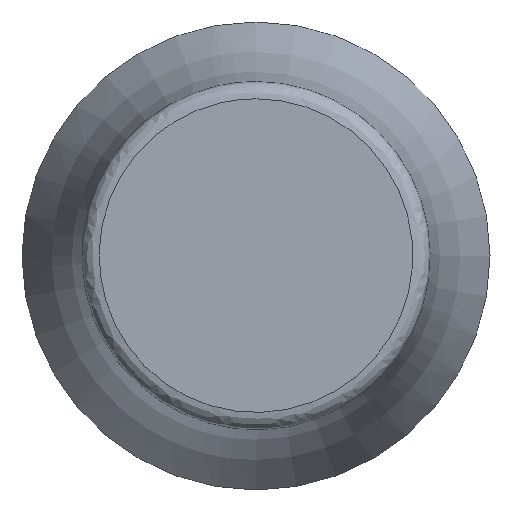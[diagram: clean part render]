
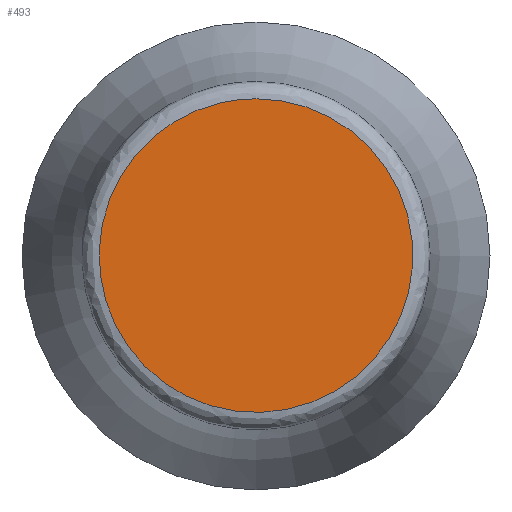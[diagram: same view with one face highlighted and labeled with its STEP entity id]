
A CAD part, top view. The second image highlights one B-rep face of the part: STEP entity #493.
In plain terms, the highlighted planar face has unit normal (0, 0, 1).
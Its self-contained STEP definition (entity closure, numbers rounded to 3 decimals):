
#226 = ( BOUNDED_SURFACE() B_SPLINE_SURFACE(2,10,(
    (#227,#228,#229,#230,#231,#232,#233,#234,#235,#236,#237,#238,#239
      ,#240,#241,#242,#243,#244,#245,#246)
    ,(#247,#248,#249,#250,#251,#252,#253,#254,#255,#256,#257,#258,#259
      ,#260,#261,#262,#263,#264,#265,#266)
    ,(#267,#268,#269,#270,#271,#272,#273,#274,#275,#276,#277,#278,#279
      ,#280,#281,#282,#283,#284,#285,#286
)),.UNSPECIFIED.,.F.,.T.,.F.) B_SPLINE_SURFACE_WITH_KNOTS((3,3),(11,9,11
    ),(0.,125.664),(0.,62.832,
125.664),.UNSPECIFIED.) GEOMETRIC_REPRESENTATION_ITEM() 
RATIONAL_B_SPLINE_SURFACE((
    (1.,1.,1.,1.,1.,1.
      ,1.,1.,1.,1.,1.,1.,1.,1.,1.,1.,1.,1.,1.,1.
      )
    ,(0.73,0.73,0.73,0.73
      ,0.73,0.73,0.73,0.73
      ,0.73,0.73,0.73,0.73
      ,0.73,0.73,0.73,0.73
      ,0.73,0.73,0.73,0.73)
    ,(1.,1.,1.,1.,1.,1.
      ,1.,1.,1.,1.,1.,1.,1.,1.,1.,1.,1.,1.,1.,1.
))) REPRESENTATION_ITEM('') SURFACE() );
#227 = CARTESIAN_POINT('',(0.,20.09,
    23.53));
#228 = CARTESIAN_POINT('',(6.22,20.09,23.53
    ));
#229 = CARTESIAN_POINT('',(12.535,17.95,
    23.53));
#230 = CARTESIAN_POINT('',(18.058,13.563,
    23.53));
#231 = CARTESIAN_POINT('',(21.82,7.274,
    23.53));
#232 = CARTESIAN_POINT('',(23.102,-0.005,
    23.53));
#233 = CARTESIAN_POINT('',(21.79,-7.257,
    23.53));
#234 = CARTESIAN_POINT('',(18.068,-13.482,
    23.53));
#235 = CARTESIAN_POINT('',(12.623,-17.887,23.53
    ));
#236 = CARTESIAN_POINT('',(6.312,-20.09,
    23.53));
#237 = CARTESIAN_POINT('',(-6.312,-20.09,
    23.53));
#238 = CARTESIAN_POINT('',(-12.623,-17.887,
    23.53));
#239 = CARTESIAN_POINT('',(-18.068,-13.482,
    23.53));
#240 = CARTESIAN_POINT('',(-21.79,-7.257,
    23.53));
#241 = CARTESIAN_POINT('',(-23.102,-0.005,
    23.53));
#242 = CARTESIAN_POINT('',(-21.82,7.274,23.53)
  );
#243 = CARTESIAN_POINT('',(-18.058,13.563,
    23.53));
#244 = CARTESIAN_POINT('',(-12.535,17.95,
    23.53));
#245 = CARTESIAN_POINT('',(-6.22,20.09,
    23.53));
#246 = CARTESIAN_POINT('',(0.,20.09,
    23.53));
#247 = CARTESIAN_POINT('',(0.,19.969,25.4));
#248 = CARTESIAN_POINT('',(6.183,19.969,25.4));
#249 = CARTESIAN_POINT('',(12.459,17.841,25.4));
#250 = CARTESIAN_POINT('',(17.949,13.481,25.4));
#251 = CARTESIAN_POINT('',(21.688,7.229,25.4));
#252 = CARTESIAN_POINT('',(22.962,-0.005,
    25.4));
#253 = CARTESIAN_POINT('',(21.658,-7.213,25.4));
#254 = CARTESIAN_POINT('',(17.959,-13.4,25.4));
#255 = CARTESIAN_POINT('',(12.547,-17.779,25.4));
#256 = CARTESIAN_POINT('',(6.273,-19.969,25.4));
#257 = CARTESIAN_POINT('',(-6.273,-19.969,25.4));
#258 = CARTESIAN_POINT('',(-12.547,-17.779,25.4));
#259 = CARTESIAN_POINT('',(-17.959,-13.4,25.4));
#260 = CARTESIAN_POINT('',(-21.658,-7.213,25.4));
#261 = CARTESIAN_POINT('',(-22.962,-0.005,25.4));
#262 = CARTESIAN_POINT('',(-21.688,7.229,25.4));
#263 = CARTESIAN_POINT('',(-17.949,13.481,25.4));
#264 = CARTESIAN_POINT('',(-12.459,17.841,25.4));
#265 = CARTESIAN_POINT('',(-6.183,19.969,25.4));
#266 = CARTESIAN_POINT('',(0.,19.969,25.4));
#267 = CARTESIAN_POINT('',(0.,18.095,25.4));
#268 = CARTESIAN_POINT('',(5.602,18.095,25.4));
#269 = CARTESIAN_POINT('',(11.29,16.167,25.4));
#270 = CARTESIAN_POINT('',(16.264,12.216,25.4));
#271 = CARTESIAN_POINT('',(19.653,6.551,25.4));
#272 = CARTESIAN_POINT('',(20.807,-0.005,25.4));
#273 = CARTESIAN_POINT('',(19.625,-6.536,25.4));
#274 = CARTESIAN_POINT('',(16.273,-12.143,25.4));
#275 = CARTESIAN_POINT('',(11.369,-16.11,25.4));
#276 = CARTESIAN_POINT('',(5.685,-18.095,25.4));
#277 = CARTESIAN_POINT('',(-5.685,-18.095,25.4));
#278 = CARTESIAN_POINT('',(-11.369,-16.11,25.4));
#279 = CARTESIAN_POINT('',(-16.273,-12.143,25.4));
#280 = CARTESIAN_POINT('',(-19.625,-6.536,25.4));
#281 = CARTESIAN_POINT('',(-20.807,-0.005,25.4));
#282 = CARTESIAN_POINT('',(-19.653,6.551,25.4));
#283 = CARTESIAN_POINT('',(-16.264,12.216,25.4));
#284 = CARTESIAN_POINT('',(-11.29,16.167,25.4));
#285 = CARTESIAN_POINT('',(-5.602,18.095,25.4));
#286 = CARTESIAN_POINT('',(0.,18.095,25.4));
#355 = VERTEX_POINT('',#356);
#356 = CARTESIAN_POINT('',(0.,18.095,25.4));
#377 = EDGE_CURVE('',#355,#355,#378,.T.);
#378 = SURFACE_CURVE('',#379,(#400,#407),.PCURVE_S1.);
#379 = ( BOUNDED_CURVE() B_SPLINE_CURVE(10,(#380,#381,#382,#383,#384,
    #385,#386,#387,#388,#389,#390,#391,#392,#393,#394,#395,#396,#397,
#398,#399),.UNSPECIFIED.,.T.,.F.) B_SPLINE_CURVE_WITH_KNOTS((11,9,11),(
    0.,62.832,125.664),.UNSPECIFIED.) 
CURVE() GEOMETRIC_REPRESENTATION_ITEM() RATIONAL_B_SPLINE_CURVE((1.,1.,
    1.,1.,1.,1.,1.,
    1.,1.,1.,1.,1.,1.,1.,1.,1.,1.,1.,1.,1.)) 
REPRESENTATION_ITEM('') );
#380 = CARTESIAN_POINT('',(0.,18.095,25.4));
#381 = CARTESIAN_POINT('',(5.602,18.095,25.4));
#382 = CARTESIAN_POINT('',(11.29,16.167,25.4));
#383 = CARTESIAN_POINT('',(16.264,12.216,25.4));
#384 = CARTESIAN_POINT('',(19.653,6.551,25.4));
#385 = CARTESIAN_POINT('',(20.807,-0.005,25.4));
#386 = CARTESIAN_POINT('',(19.625,-6.536,25.4));
#387 = CARTESIAN_POINT('',(16.273,-12.143,25.4));
#388 = CARTESIAN_POINT('',(11.369,-16.11,25.4));
#389 = CARTESIAN_POINT('',(5.685,-18.095,25.4));
#390 = CARTESIAN_POINT('',(-5.685,-18.095,25.4));
#391 = CARTESIAN_POINT('',(-11.369,-16.11,25.4));
#392 = CARTESIAN_POINT('',(-16.273,-12.143,25.4));
#393 = CARTESIAN_POINT('',(-19.625,-6.536,25.4));
#394 = CARTESIAN_POINT('',(-20.807,-0.005,25.4));
#395 = CARTESIAN_POINT('',(-19.653,6.551,25.4));
#396 = CARTESIAN_POINT('',(-16.264,12.216,25.4));
#397 = CARTESIAN_POINT('',(-11.29,16.167,25.4));
#398 = CARTESIAN_POINT('',(-5.602,18.095,25.4));
#399 = CARTESIAN_POINT('',(0.,18.095,25.4));
#400 = PCURVE('',#226,#401);
#401 = DEFINITIONAL_REPRESENTATION('',(#402),#406);
#402 = LINE('',#403,#404);
#403 = CARTESIAN_POINT('',(125.664,0.));
#404 = VECTOR('',#405,1.);
#405 = DIRECTION('',(0.,1.));
#406 = ( GEOMETRIC_REPRESENTATION_CONTEXT(2) 
PARAMETRIC_REPRESENTATION_CONTEXT() REPRESENTATION_CONTEXT('2D SPACE',''
  ) );
#407 = PCURVE('',#408,#413);
#408 = PLANE('',#409);
#409 = AXIS2_PLACEMENT_3D('',#410,#411,#412);
#410 = CARTESIAN_POINT('',(0.,0.,25.4)
  );
#411 = DIRECTION('',(0.,0.,-1.));
#412 = DIRECTION('',(0.,1.,0.));
#413 = DEFINITIONAL_REPRESENTATION('',(#414),#435);
#414 = ( BOUNDED_CURVE() B_SPLINE_CURVE(10,(#415,#416,#417,#418,#419,
    #420,#421,#422,#423,#424,#425,#426,#427,#428,#429,#430,#431,#432,
#433,#434),.UNSPECIFIED.,.T.,.F.) B_SPLINE_CURVE_WITH_KNOTS((11,9,11),(
    0.,62.832,125.664),.UNSPECIFIED.) 
CURVE() GEOMETRIC_REPRESENTATION_ITEM() RATIONAL_B_SPLINE_CURVE((1.,1.,
    1.,1.,1.,1.,1.,
    1.,1.,1.,1.,1.,1.,1.,1.,1.,1.,1.,1.,1.)) 
REPRESENTATION_ITEM('') );
#415 = CARTESIAN_POINT('',(18.095,0.));
#416 = CARTESIAN_POINT('',(18.095,5.602));
#417 = CARTESIAN_POINT('',(16.167,11.29));
#418 = CARTESIAN_POINT('',(12.216,16.264));
#419 = CARTESIAN_POINT('',(6.551,19.653));
#420 = CARTESIAN_POINT('',(-0.005,20.807));
#421 = CARTESIAN_POINT('',(-6.536,19.625));
#422 = CARTESIAN_POINT('',(-12.143,16.273));
#423 = CARTESIAN_POINT('',(-16.11,11.369));
#424 = CARTESIAN_POINT('',(-18.095,5.685));
#425 = CARTESIAN_POINT('',(-18.095,-5.685));
#426 = CARTESIAN_POINT('',(-16.11,-11.369));
#427 = CARTESIAN_POINT('',(-12.143,-16.273));
#428 = CARTESIAN_POINT('',(-6.536,-19.625));
#429 = CARTESIAN_POINT('',(-0.005,-20.807));
#430 = CARTESIAN_POINT('',(6.551,-19.653));
#431 = CARTESIAN_POINT('',(12.216,-16.264));
#432 = CARTESIAN_POINT('',(16.167,-11.29));
#433 = CARTESIAN_POINT('',(18.095,-5.602));
#434 = CARTESIAN_POINT('',(18.095,0.));
#435 = ( GEOMETRIC_REPRESENTATION_CONTEXT(2) 
PARAMETRIC_REPRESENTATION_CONTEXT() REPRESENTATION_CONTEXT('2D SPACE',''
  ) );
#493 = ADVANCED_FACE('',(#494),#408,.F.);
#494 = FACE_BOUND('',#495,.T.);
#495 = EDGE_LOOP('',(#496));
#496 = ORIENTED_EDGE('',*,*,#377,.F.);
